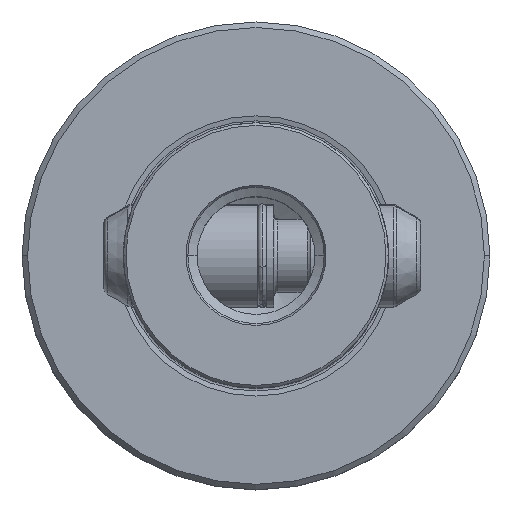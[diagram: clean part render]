
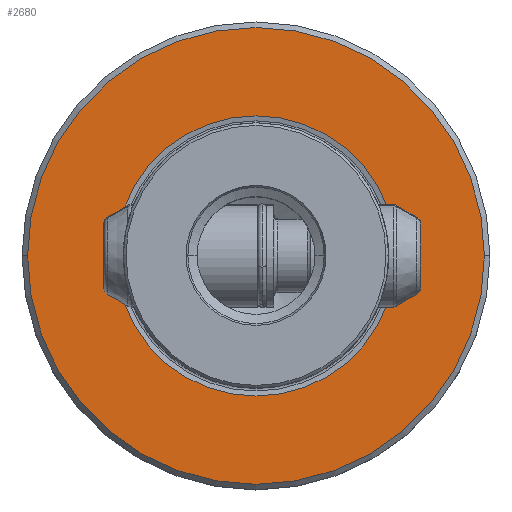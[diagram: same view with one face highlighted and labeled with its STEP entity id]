
A CAD part, top view. The second image highlights one B-rep face of the part: STEP entity #2680.
In plain terms, the highlighted planar face has unit normal (0, 0, 1).
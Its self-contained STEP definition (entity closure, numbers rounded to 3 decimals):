
#1912=EDGE_CURVE('NONE',#2740,#4386,#5424,.T.);
#2032=EDGE_CURVE('NONE',#4386,#2740,#5557,.T.);
#2364=EDGE_CURVE('NONE',#4448,#3572,#5920,.T.);
#2440=EDGE_CURVE('NONE',#3572,#4448,#5998,.F.);
#2680=ADVANCED_FACE('NONE',(#6259,#6260),#6261,.T.);
#2740=VERTEX_POINT('NONE',#6326);
#3572=VERTEX_POINT('NONE',#7240);
#4386=VERTEX_POINT('NONE',#8164);
#4448=VERTEX_POINT('NONE',#8232);
#5424=CIRCLE('',#9399,31.0);
#5557=CIRCLE('',#13417,31.0);
#5920=CIRCLE('',#17284,19.012);
#5998=CIRCLE('',#17482,19.012);
#6259=FACE_OUTER_BOUND('',#17936,.T.);
#6260=FACE_BOUND('',#17937,.T.);
#6261=PLANE('',#17938);
#6326=CARTESIAN_POINT('',(-31.0,0.,0.0));
#7240=CARTESIAN_POINT('',(-19.012,0.,0.0));
#8164=CARTESIAN_POINT('',(31.0,0.,0.0));
#8232=CARTESIAN_POINT('',(19.012,0.,0.0));
#9399=AXIS2_PLACEMENT_3D('',#61099,#61100,#61101);
#13417=AXIS2_PLACEMENT_3D('',#61256,#61257,#61258);
#17284=AXIS2_PLACEMENT_3D('',#61657,#61658,#61659);
#17482=AXIS2_PLACEMENT_3D('',#61714,#61715,#61716);
#17936=EDGE_LOOP('',(#62001,#62002));
#17937=EDGE_LOOP('',(#62003,#62004));
#17938=AXIS2_PLACEMENT_3D('',#62005,#62006,#62007);
#61099=CARTESIAN_POINT('',(0.0,0.0,0.0));
#61100=DIRECTION('',(0.0,0.0,-1.0));
#61101=DIRECTION('',(-1.0,0.,0.0));
#61256=CARTESIAN_POINT('',(0.0,0.0,0.0));
#61257=DIRECTION('',(0.0,0.0,-1.0));
#61258=DIRECTION('',(-1.0,0.,0.0));
#61657=CARTESIAN_POINT('',(0.0,0.0,0.0));
#61658=DIRECTION('',(0.0,0.0,1.0));
#61659=DIRECTION('',(1.0,0.,-0.0));
#61714=CARTESIAN_POINT('',(0.0,0.0,0.0));
#61715=DIRECTION('',(0.0,0.0,-1.0));
#61716=DIRECTION('',(1.0,0.,0.0));
#62001=ORIENTED_EDGE('',*,*,#1912,.F.);
#62002=ORIENTED_EDGE('',*,*,#2032,.F.);
#62003=ORIENTED_EDGE('',*,*,#2364,.F.);
#62004=ORIENTED_EDGE('',*,*,#2440,.F.);
#62005=CARTESIAN_POINT('',(-18.0,0.0,0.0));
#62006=DIRECTION('',(0.0,-0.0,1.0));
#62007=DIRECTION('',(0.0,1.0,0.0));
